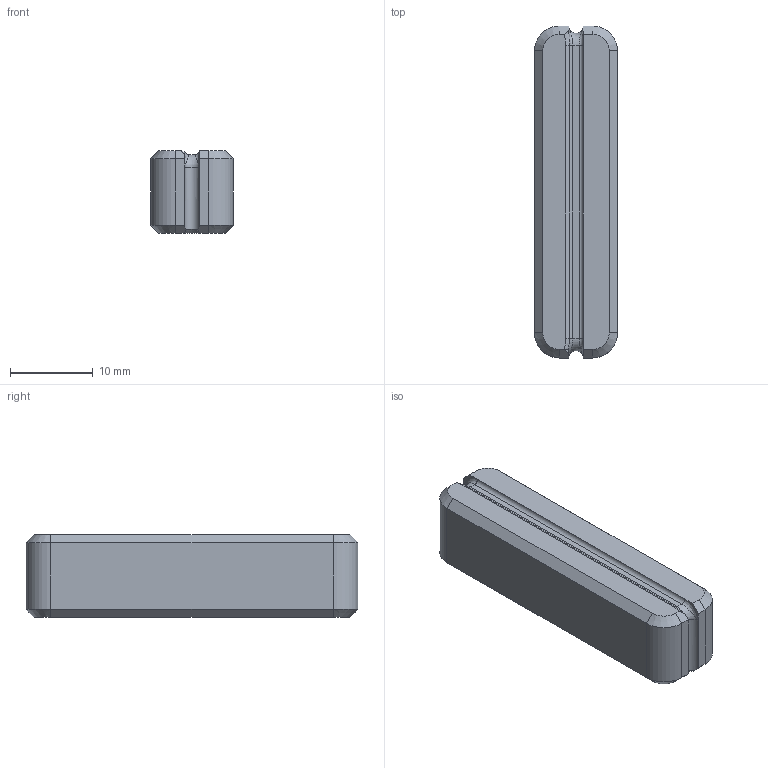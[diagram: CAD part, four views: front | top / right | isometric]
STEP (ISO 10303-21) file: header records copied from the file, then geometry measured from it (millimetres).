
FILE_DESCRIPTION (( 'STEP AP214' ), '1' );
FILE_NAME ('measurement_jig_3u_stabilizer.STEP', '2026-03-15T21:04:40', ( '' ), ( '' ), 'SwSTEP 2.0', 'SolidWorks 2026', '' );
FILE_SCHEMA (( 'AUTOMOTIVE_DESIGN' ));
Length unit declared in the file: millimetre
Products named in the file (1): measurement_jig_3u_stabilizer
Bounding box: 10 x 40 x 10 mm (x, y, z)
Volume: 3775.4 mm3; surface area: 1649.9 mm2
Topology: 1 solids, 1 shells, 55 faces, 129 edges, 72 vertices
Faces by surface type: plane 29, cone 10, cylinder 8, bspline 6, torus 2
Entity records: 1888 total; most frequent: CARTESIAN_POINT 701, ORIENTED_EDGE 250, DIRECTION 227, EDGE_CURVE 125, AXIS2_PLACEMENT_3D 78, VERTEX_POINT 72, VECTOR 71, LINE 71
